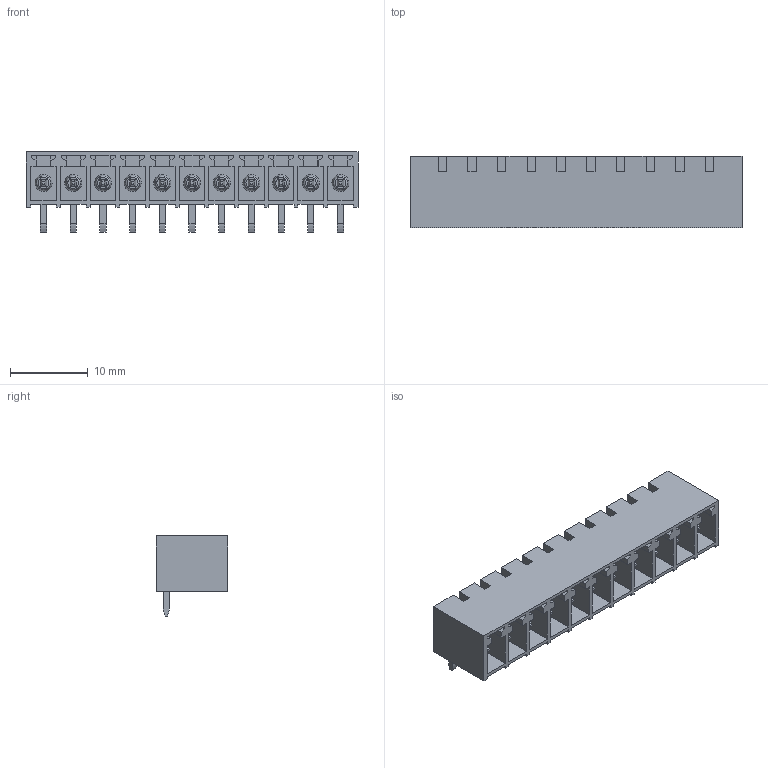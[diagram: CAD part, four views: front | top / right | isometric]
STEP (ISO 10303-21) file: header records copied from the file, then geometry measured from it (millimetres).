
FILE_DESCRIPTION(('CATIA V5 STEP Exchange','CAx-IF Rec.Pracs.--- Model Styling and Organization---1.2---2011-12-15'),'2;1');
FILE_NAME ('D1457634_0_1862570000_1862570000.stp','2018-10-11T07:27:25+00:00',('none'),('Weidmueller'),'CATIA Version 5-6 Release 2014','CATIA V5 STEP AP214','none');
FILE_SCHEMA(('AUTOMOTIVE_DESIGN { 1 0 10303 214 1 1 1 1 }'));
Length unit declared in the file: millimetre
Products named in the file (1): 1862570000
Bounding box: 42.6 x 9.2 x 10.27 mm (x, y, z)
Volume: 1075.6 mm3; surface area: 4063.6 mm2
Topology: 12 solids, 12 shells, 807 faces, 2312 edges, 1562 vertices
Faces by surface type: plane 611, cylinder 152, torus 22, cone 22
Entity records: 23938 total; most frequent: ORIENTED_EDGE 4624, CARTESIAN_POINT 4404, DIRECTION 3062, EDGE_CURVE 2312, VECTOR 1920, LINE 1920, VERTEX_POINT 1562, EDGE_LOOP 862
